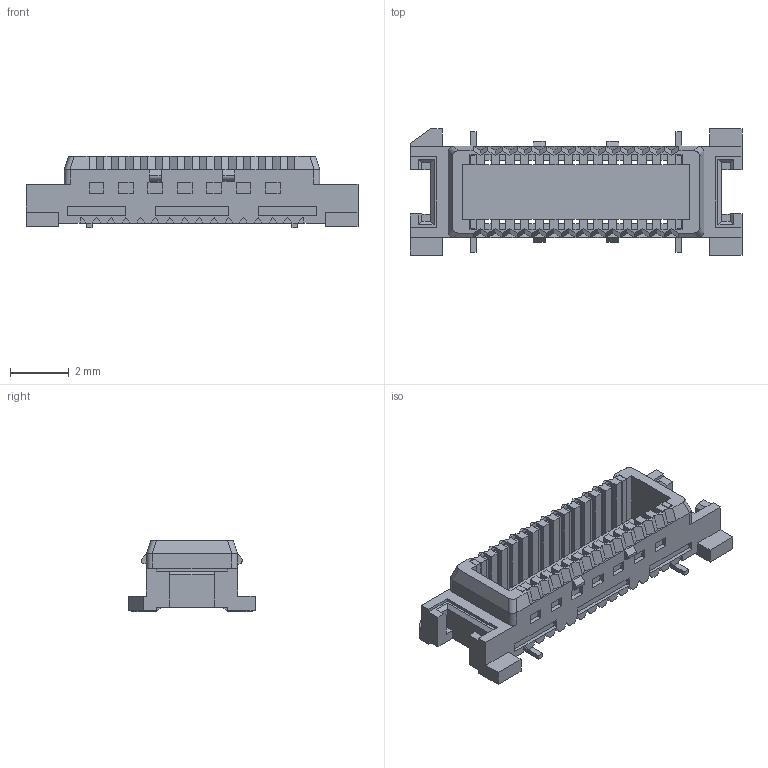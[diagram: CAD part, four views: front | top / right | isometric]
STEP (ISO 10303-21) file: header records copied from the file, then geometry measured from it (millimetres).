
FILE_DESCRIPTION((''),'2;1');
FILE_NAME('MOLEX_53748-0308.stp','2012-08-28T15:04:14',(''),(''),'Mechanical Desktop 2011','Mechanical Desktop 2011',', , ');
FILE_SCHEMA(('AUTOMOTIVE_DESIGN { 1 2 10303 214 1 1 1 1 }'));
Length unit declared in the file: millimetre
Products named in the file (1): Product
Bounding box: 11.3 x 4.3 x 2.42 mm (x, y, z)
Volume: 37.2 mm3; surface area: 220.1 mm2
Topology: 9 solids, 9 shells, 709 faces, 1909 edges, 1210 vertices
Faces by surface type: plane 644, bspline 51, cylinder 14
Entity records: 21682 total; most frequent: CARTESIAN_POINT 3982, ORIENTED_EDGE 3818, DIRECTION 3259, EDGE_CURVE 1909, VECTOR 1877, LINE 1877, VERTEX_POINT 1210, EDGE_LOOP 761
